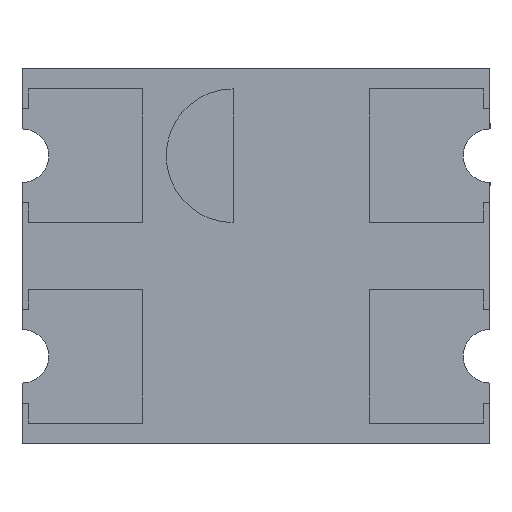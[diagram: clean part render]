
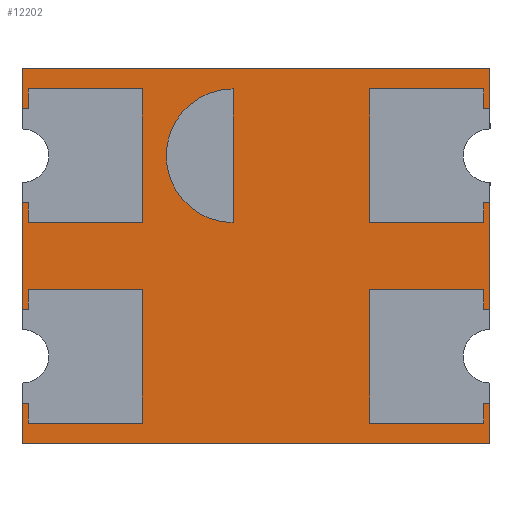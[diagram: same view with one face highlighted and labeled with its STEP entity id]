
A CAD part, front view. The second image highlights one B-rep face of the part: STEP entity #12202.
In plain terms, the highlighted planar face has unit normal (0, -1, 0).
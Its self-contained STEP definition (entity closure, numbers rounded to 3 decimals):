
#383 = ORIENTED_EDGE ( 'NONE', *, *, #12421, .F. ) ;
#384 = ORIENTED_EDGE ( 'NONE', *, *, #12420, .T. ) ;
#385 = ORIENTED_EDGE ( 'NONE', *, *, #12422, .T. ) ;
#386 = ORIENTED_EDGE ( 'NONE', *, *, #12012, .F. ) ;
#387 = ORIENTED_EDGE ( 'NONE', *, *, #12423, .F. ) ;
#388 = ORIENTED_EDGE ( 'NONE', *, *, #12424, .T. ) ;
#389 = ORIENTED_EDGE ( 'NONE', *, *, #12425, .F. ) ;
#390 = ORIENTED_EDGE ( 'NONE', *, *, #12426, .F. ) ;
#391 = ORIENTED_EDGE ( 'NONE', *, *, #12427, .F. ) ;
#392 = ORIENTED_EDGE ( 'NONE', *, *, #12430, .T. ) ;
#393 = ORIENTED_EDGE ( 'NONE', *, *, #12428, .T. ) ;
#394 = ORIENTED_EDGE ( 'NONE', *, *, #12429, .T. ) ;
#1392 = FACE_OUTER_BOUND ( 'NONE', #8168, .T. ) ;
#1398 = AXIS2_PLACEMENT_3D ( 'NONE', #2387, #2388, #2389 ) ;
#2386 = PLANE ( 'NONE',  #1398 ) ;
#2387 = CARTESIAN_POINT ( 'NONE',  ( 0.081, -0.5, 1.4 ) ) ;
#2388 = DIRECTION ( 'NONE',  ( 0., 1., 0. ) ) ;
#2389 = DIRECTION ( 'NONE',  ( 0., 0., 1. ) ) ;
#3233 = AXIS2_PLACEMENT_3D ( 'NONE', #13980, #13984, #13985 ) ;
#3248 = AXIS2_PLACEMENT_3D ( 'NONE', #13971, #13978, #13979 ) ;
#3988 = CIRCLE ( 'NONE', #10608, 0.2 ) ;
#3989 = CIRCLE ( 'NONE', #3248, 0.2 ) ;
#3990 = CIRCLE ( 'NONE', #3233, 0.2 ) ;
#3991 = CIRCLE ( 'NONE', #10605, 0.2 ) ;
#6403 = LINE ( 'NONE', #6404, #7516 ) ;
#6404 = CARTESIAN_POINT ( 'NONE',  ( 0.081, -0.5, 1.4 ) ) ;
#6405 = DIRECTION ( 'NONE',  ( 1., 0., 0. ) ) ;
#7516 = VECTOR ( 'NONE', #6405, 1000. ) ;
#8168 = EDGE_LOOP ( 'NONE', ( #394, #392, #393, #391, #390, #389, #388, #387, #386, #385, #383, #384 ) ) ;
#8598 = VERTEX_POINT ( 'NONE', #11090 ) ;
#8599 = VERTEX_POINT ( 'NONE', #11091 ) ;
#8600 = VERTEX_POINT ( 'NONE', #11092 ) ;
#8601 = VERTEX_POINT ( 'NONE', #11093 ) ;
#8602 = VERTEX_POINT ( 'NONE', #11094 ) ;
#8603 = VERTEX_POINT ( 'NONE', #11095 ) ;
#8604 = VERTEX_POINT ( 'NONE', #11096 ) ;
#8605 = VERTEX_POINT ( 'NONE', #11097 ) ;
#8606 = VERTEX_POINT ( 'NONE', #11098 ) ;
#8607 = VERTEX_POINT ( 'NONE', #11099 ) ;
#8738 = VERTEX_POINT ( 'NONE', #11230 ) ;
#8740 = VERTEX_POINT ( 'NONE', #11232 ) ;
#10605 = AXIS2_PLACEMENT_3D ( 'NONE', #13986, #13993, #13994 ) ;
#10608 = AXIS2_PLACEMENT_3D ( 'NONE', #13743, #13969, #13970 ) ;
#10609 = VECTOR ( 'NONE', #13968, 1000. ) ;
#10610 = VECTOR ( 'NONE', #13974, 1000. ) ;
#10612 = VECTOR ( 'NONE', #13977, 1000. ) ;
#10614 = VECTOR ( 'NONE', #13983, 1000. ) ;
#10615 = VECTOR ( 'NONE', #13989, 1000. ) ;
#10617 = VECTOR ( 'NONE', #13992, 1000. ) ;
#10618 = VECTOR ( 'NONE', #13998, 1000. ) ;
#11090 = CARTESIAN_POINT ( 'NONE',  ( -1.75, -0.5, 0.55 ) ) ;
#11091 = CARTESIAN_POINT ( 'NONE',  ( -1.75, -0.5, 0.95 ) ) ;
#11092 = CARTESIAN_POINT ( 'NONE',  ( 1.75, -0.5, 0.95 ) ) ;
#11093 = CARTESIAN_POINT ( 'NONE',  ( 1.75, -0.5, 0.55 ) ) ;
#11094 = CARTESIAN_POINT ( 'NONE',  ( 1.75, -0.5, -0.55 ) ) ;
#11095 = CARTESIAN_POINT ( 'NONE',  ( 1.75, -0.5, -0.95 ) ) ;
#11096 = CARTESIAN_POINT ( 'NONE',  ( 1.75, -0.5, -1.4 ) ) ;
#11097 = CARTESIAN_POINT ( 'NONE',  ( -1.75, -0.5, -1.4 ) ) ;
#11098 = CARTESIAN_POINT ( 'NONE',  ( -1.75, -0.5, -0.95 ) ) ;
#11099 = CARTESIAN_POINT ( 'NONE',  ( -1.75, -0.5, -0.55 ) ) ;
#11230 = CARTESIAN_POINT ( 'NONE',  ( -1.75, -0.5, 1.4 ) ) ;
#11232 = CARTESIAN_POINT ( 'NONE',  ( 1.75, -0.5, 1.4 ) ) ;
#12012 = EDGE_CURVE ( 'NONE', #8738, #8740, #6403, .T. ) ;
#12202 = ADVANCED_FACE ( 'NONE', ( #1392 ), #2386, .F. ) ;
#12420 = EDGE_CURVE ( 'NONE', #8598, #8607, #13966, .T. ) ;
#12421 = EDGE_CURVE ( 'NONE', #8598, #8599, #3988, .T. ) ;
#12422 = EDGE_CURVE ( 'NONE', #8738, #8599, #13972, .T. ) ;
#12423 = EDGE_CURVE ( 'NONE', #8740, #8600, #13975, .T. ) ;
#12424 = EDGE_CURVE ( 'NONE', #8601, #8600, #3989, .T. ) ;
#12425 = EDGE_CURVE ( 'NONE', #8601, #8602, #13981, .T. ) ;
#12426 = EDGE_CURVE ( 'NONE', #8602, #8603, #3990, .T. ) ;
#12427 = EDGE_CURVE ( 'NONE', #8603, #8604, #13987, .T. ) ;
#12428 = EDGE_CURVE ( 'NONE', #8605, #8604, #13990, .T. ) ;
#12429 = EDGE_CURVE ( 'NONE', #8607, #8606, #3991, .T. ) ;
#12430 = EDGE_CURVE ( 'NONE', #8606, #8605, #13996, .T. ) ;
#13743 = CARTESIAN_POINT ( 'NONE',  ( -1.75, -0.5, 0.75 ) ) ;
#13966 = LINE ( 'NONE', #13967, #10609 ) ;
#13967 = CARTESIAN_POINT ( 'NONE',  ( -1.75, -0.5, 1.4 ) ) ;
#13968 = DIRECTION ( 'NONE',  ( 0., 0., -1. ) ) ;
#13969 = DIRECTION ( 'NONE',  ( 0., -1., 0. ) ) ;
#13970 = DIRECTION ( 'NONE',  ( 0., 0., -1. ) ) ;
#13971 = CARTESIAN_POINT ( 'NONE',  ( 1.75, -0.5, 0.75 ) ) ;
#13972 = LINE ( 'NONE', #13973, #10610 ) ;
#13973 = CARTESIAN_POINT ( 'NONE',  ( -1.75, -0.5, 1.4 ) ) ;
#13974 = DIRECTION ( 'NONE',  ( 0., 0., -1. ) ) ;
#13975 = LINE ( 'NONE', #13976, #10612 ) ;
#13976 = CARTESIAN_POINT ( 'NONE',  ( 1.75, -0.5, 1.4 ) ) ;
#13977 = DIRECTION ( 'NONE',  ( 0., 0., -1. ) ) ;
#13978 = DIRECTION ( 'NONE',  ( 0., 1., 0. ) ) ;
#13979 = DIRECTION ( 'NONE',  ( 0., 0., -1. ) ) ;
#13980 = CARTESIAN_POINT ( 'NONE',  ( 1.75, -0.5, -0.75 ) ) ;
#13981 = LINE ( 'NONE', #13982, #10614 ) ;
#13982 = CARTESIAN_POINT ( 'NONE',  ( 1.75, -0.5, 1.4 ) ) ;
#13983 = DIRECTION ( 'NONE',  ( 0., 0., -1. ) ) ;
#13984 = DIRECTION ( 'NONE',  ( 0., -1., 0. ) ) ;
#13985 = DIRECTION ( 'NONE',  ( 0., 0., -1. ) ) ;
#13986 = CARTESIAN_POINT ( 'NONE',  ( -1.75, -0.5, -0.75 ) ) ;
#13987 = LINE ( 'NONE', #13988, #10615 ) ;
#13988 = CARTESIAN_POINT ( 'NONE',  ( 1.75, -0.5, 1.4 ) ) ;
#13989 = DIRECTION ( 'NONE',  ( 0., 0., -1. ) ) ;
#13990 = LINE ( 'NONE', #13991, #10617 ) ;
#13991 = CARTESIAN_POINT ( 'NONE',  ( 0.081, -0.5, -1.4 ) ) ;
#13992 = DIRECTION ( 'NONE',  ( 1., 0., 0. ) ) ;
#13993 = DIRECTION ( 'NONE',  ( 0., 1., 0. ) ) ;
#13994 = DIRECTION ( 'NONE',  ( 0., 0., -1. ) ) ;
#13996 = LINE ( 'NONE', #13997, #10618 ) ;
#13997 = CARTESIAN_POINT ( 'NONE',  ( -1.75, -0.5, 1.4 ) ) ;
#13998 = DIRECTION ( 'NONE',  ( 0., 0., -1. ) ) ;
